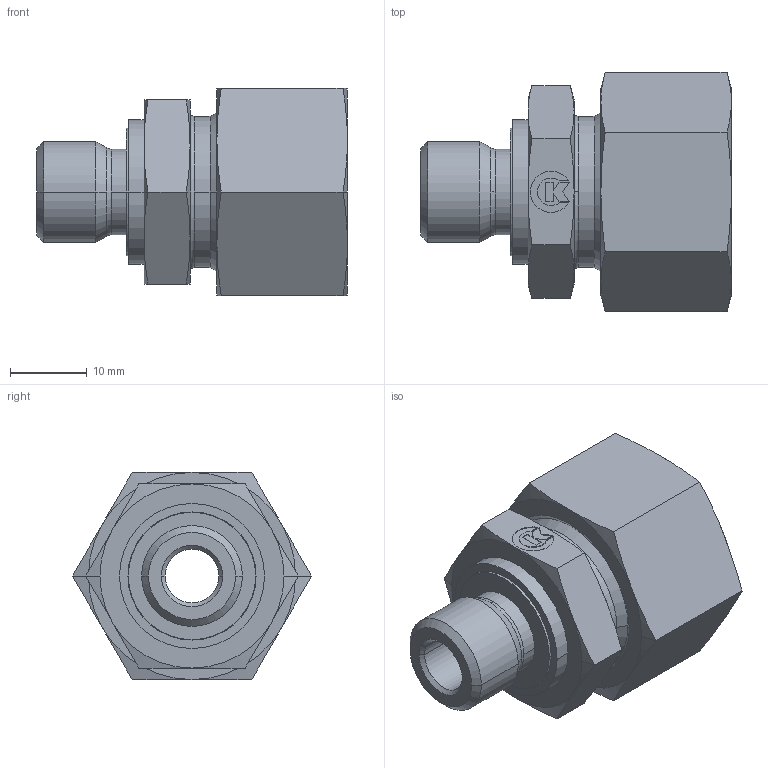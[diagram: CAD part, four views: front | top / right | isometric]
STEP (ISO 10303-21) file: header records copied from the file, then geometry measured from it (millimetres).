
FILE_DESCRIPTION( ( '' ), '1' );
FILE_NAME( '124152822.stp', '2012-07-27T08:22:36', ( '' ), ( '' ), ' ', ' ', ' ' );
FILE_SCHEMA( ( 'CONFIG_CONTROL_DESIGN' ) );
Length unit declared in the file: millimetre
Products named in the file (3): 1; 2; 3
Bounding box: 40.5 x 31.18 x 27 mm (x, y, z)
Volume: 13039 mm3; surface area: 8318 mm2
Topology: 3 solids, 3 shells, 151 faces, 343 edges, 209 vertices
Faces by surface type: cone 56, plane 55, cylinder 36, torus 4
Entity records: 4298 total; most frequent: CARTESIAN_POINT 802, DIRECTION 740, ORIENTED_EDGE 686, EDGE_CURVE 343, AXIS2_PLACEMENT_3D 291, VERTEX_POINT 209, EDGE_LOOP 168, LINE 158
